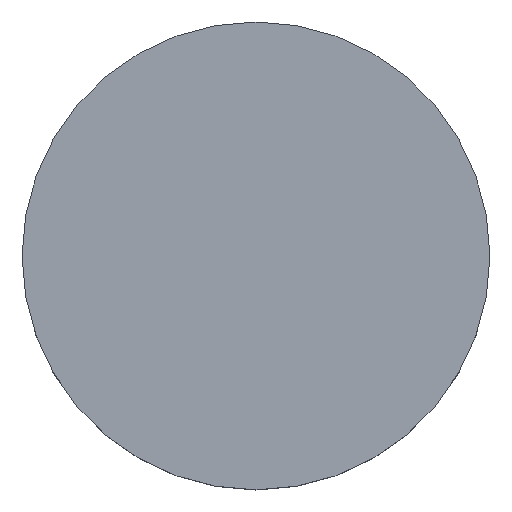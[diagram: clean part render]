
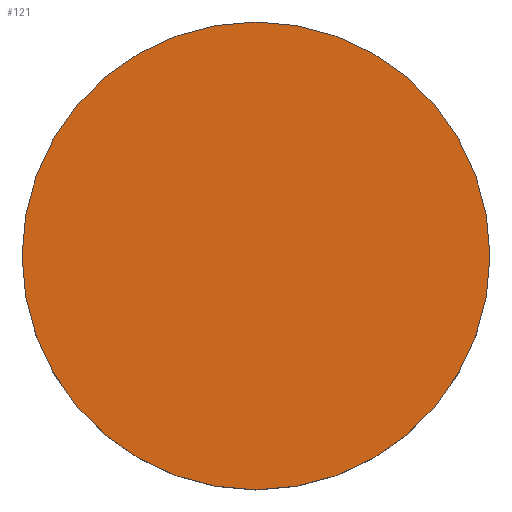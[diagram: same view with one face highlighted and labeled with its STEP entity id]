
A CAD part, top view. The second image highlights one B-rep face of the part: STEP entity #121.
In plain terms, the highlighted planar face has unit normal (0, 0, 1).
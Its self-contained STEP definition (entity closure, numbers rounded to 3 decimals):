
#10 = AXIS2_PLACEMENT_3D ( 'NONE', #109, #110, #96 ) ;
#12 = CIRCLE ( 'NONE', #10, 2.5 ) ;
#19 = AXIS2_PLACEMENT_3D ( 'NONE', #48, #90, #35 ) ;
#31 = PLANE ( 'NONE',  #19 ) ;
#35 = DIRECTION ( 'NONE',  ( -1., 0., 0. ) ) ;
#48 = CARTESIAN_POINT ( 'NONE',  ( 0., 0., 0. ) ) ;
#57 = EDGE_LOOP ( 'NONE', ( #105 ) ) ;
#64 = FACE_OUTER_BOUND ( 'NONE', #57, .T. ) ;
#90 = DIRECTION ( 'NONE',  ( 0., 0., -1. ) ) ;
#95 = VERTEX_POINT ( 'NONE', #101 ) ;
#96 = DIRECTION ( 'NONE',  ( 1., 0., 0. ) ) ;
#101 = CARTESIAN_POINT ( 'NONE',  ( 2.5, 0., 0. ) ) ;
#105 = ORIENTED_EDGE ( 'NONE', *, *, #126, .T. ) ;
#109 = CARTESIAN_POINT ( 'NONE',  ( 0., 0., 0. ) ) ;
#110 = DIRECTION ( 'NONE',  ( 0., 0., 1. ) ) ;
#121 = ADVANCED_FACE ( 'NONE', ( #64 ), #31, .F. ) ;
#126 = EDGE_CURVE ( 'NONE', #95, #95, #12, .T. ) ;
